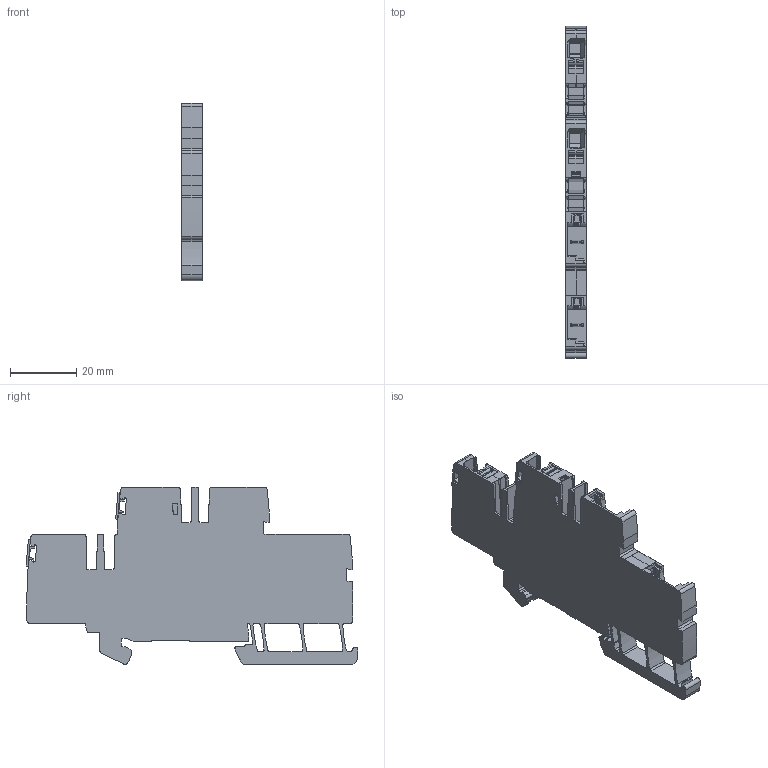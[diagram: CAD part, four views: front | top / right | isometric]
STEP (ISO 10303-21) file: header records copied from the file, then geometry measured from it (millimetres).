
FILE_DESCRIPTION(('CATIA V5R22 STEP214','CAx-IF Rec.Pracs.--- Model Styling and Organization---1.4--- 2014-01-23'),'2;1');
FILE_NAME ('1135710-2_1', '2019-07-10T05:23:34+00:00', ('Weidmueller Interface'), ('Weidmueller'), 'CATIA Version 5-6 Release 2016 SP3 HF44', 'CATIA V5 STEP AP214', 'none');
FILE_SCHEMA(('AUTOMOTIVE_DESIGN { 1 0 10303 214 1 1 1 1 }'));
Length unit declared in the file: millimetre
Products named in the file (1): 2676070000_APGTB_4_2T_FT-PE_4C-2_DL
Bounding box: 6.1 x 100.19 x 53.6 mm (x, y, z)
Volume: 18339.3 mm3; surface area: 13284.8 mm2
Topology: 12 solids, 13 shells, 910 faces, 2611 edges, 1719 vertices
Faces by surface type: plane 511, cylinder 344, bspline 19, torus 16, extrusion 12, cone 8
Entity records: 33647 total; most frequent: CARTESIAN_POINT 10857, ORIENTED_EDGE 5200, DIRECTION 3839, EDGE_CURVE 2600, VECTOR 1805, LINE 1793, VERTEX_POINT 1719, AXIS2_PLACEMENT_3D 1296
